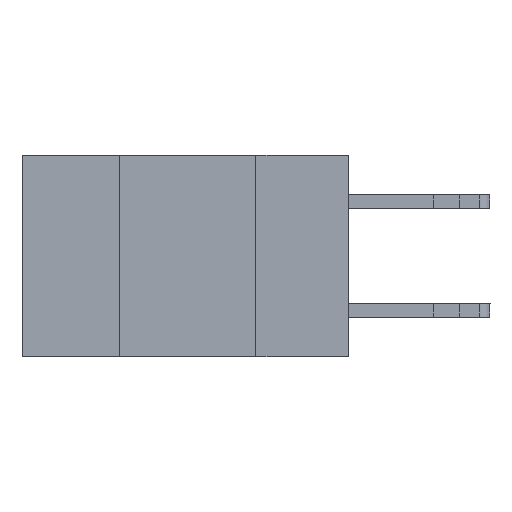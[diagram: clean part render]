
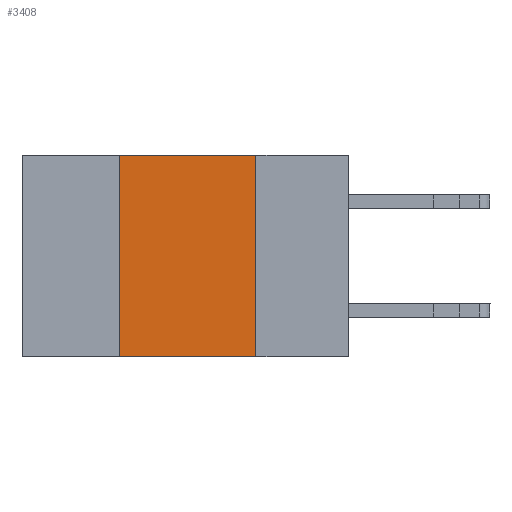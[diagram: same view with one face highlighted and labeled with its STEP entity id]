
A CAD part, left-side view. The second image highlights one B-rep face of the part: STEP entity #3408.
In plain terms, the highlighted planar face has unit normal (-1, 0, 0).
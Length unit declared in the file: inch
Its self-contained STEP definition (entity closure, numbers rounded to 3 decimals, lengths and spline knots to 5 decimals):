
#141 = VERTEX_POINT ( 'NONE', #9879 ) ;
#680 = CARTESIAN_POINT ( 'NONE',  ( 0., 0.17, -0.37 ) ) ;
#1146 = LINE ( 'NONE', #6076, #10823 ) ;
#1563 = ORIENTED_EDGE ( 'NONE', *, *, #4531, .F. ) ;
#1633 = VECTOR ( 'NONE', #4940, 39.37008 ) ;
#1678 = DIRECTION ( 'NONE',  ( 0., -1., 0. ) ) ;
#1880 = ORIENTED_EDGE ( 'NONE', *, *, #8993, .F. ) ;
#2808 = LINE ( 'NONE', #13074, #15003 ) ;
#3408 = ADVANCED_FACE ( 'NONE', ( #8699 ), #8315, .F. ) ;
#4531 = EDGE_CURVE ( 'NONE', #141, #12827, #8060, .T. ) ;
#4940 = DIRECTION ( 'NONE',  ( 0., 0., -1. ) ) ;
#5002 = CARTESIAN_POINT ( 'NONE',  ( 0., 0.17, -0.37 ) ) ;
#5053 = ORIENTED_EDGE ( 'NONE', *, *, #8151, .T. ) ;
#6016 = DIRECTION ( 'NONE',  ( 0., 0., 1. ) ) ;
#6076 = CARTESIAN_POINT ( 'NONE',  ( 0., 0.42, -0.37 ) ) ;
#6485 = VERTEX_POINT ( 'NONE', #10795 ) ;
#8060 = LINE ( 'NONE', #5002, #1633 ) ;
#8151 = EDGE_CURVE ( 'NONE', #6485, #12827, #2808, .T. ) ;
#8315 = PLANE ( 'NONE',  #12853 ) ;
#8402 = VERTEX_POINT ( 'NONE', #10936 ) ;
#8699 = FACE_OUTER_BOUND ( 'NONE', #14400, .T. ) ;
#8993 = EDGE_CURVE ( 'NONE', #6485, #8402, #1146, .T. ) ;
#9617 = CARTESIAN_POINT ( 'NONE',  ( 0., 0.6, 0. ) ) ;
#9621 = LINE ( 'NONE', #10218, #12329 ) ;
#9879 = CARTESIAN_POINT ( 'NONE',  ( 0., 0.17, 0. ) ) ;
#10218 = CARTESIAN_POINT ( 'NONE',  ( 0., 0.6, 0. ) ) ;
#10795 = CARTESIAN_POINT ( 'NONE',  ( 0., 0.42, -0.37 ) ) ;
#10823 = VECTOR ( 'NONE', #6016, 39.37008 ) ;
#10936 = CARTESIAN_POINT ( 'NONE',  ( 0., 0.42, 0. ) ) ;
#11209 = ORIENTED_EDGE ( 'NONE', *, *, #11367, .F. ) ;
#11367 = EDGE_CURVE ( 'NONE', #8402, #141, #9621, .T. ) ;
#12037 = DIRECTION ( 'NONE',  ( 0., 0., -1. ) ) ;
#12231 = DIRECTION ( 'NONE',  ( 1., 0., 0. ) ) ;
#12329 = VECTOR ( 'NONE', #1678, 39.37008 ) ;
#12827 = VERTEX_POINT ( 'NONE', #680 ) ;
#12853 = AXIS2_PLACEMENT_3D ( 'NONE', #9617, #12231, #12037 ) ;
#12974 = DIRECTION ( 'NONE',  ( 0., -1., 0. ) ) ;
#13074 = CARTESIAN_POINT ( 'NONE',  ( 0., 0.6, -0.37 ) ) ;
#14400 = EDGE_LOOP ( 'NONE', ( #1563, #11209, #1880, #5053 ) ) ;
#15003 = VECTOR ( 'NONE', #12974, 39.37008 ) ;
